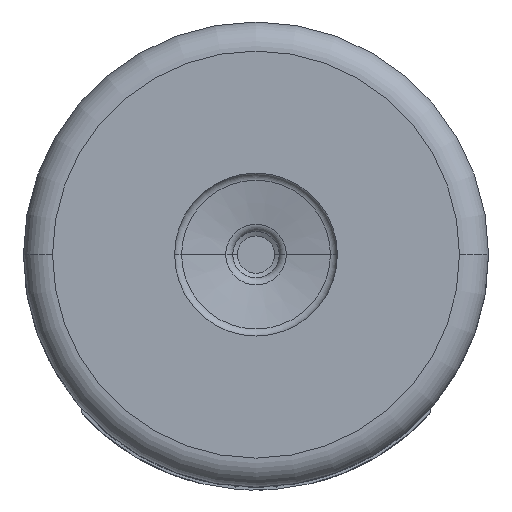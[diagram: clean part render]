
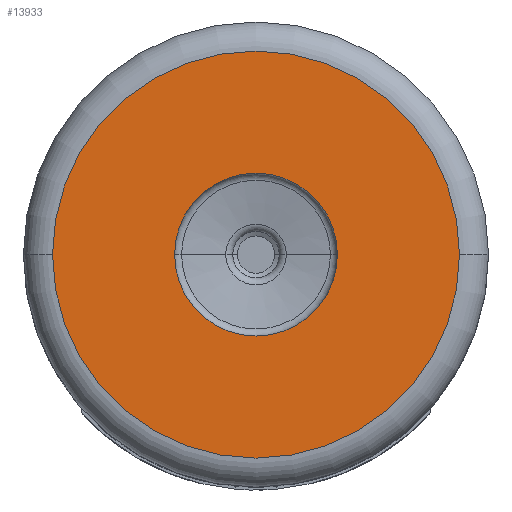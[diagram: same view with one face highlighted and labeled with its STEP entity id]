
A CAD part, front view. The second image highlights one B-rep face of the part: STEP entity #13933.
In plain terms, the highlighted planar face has unit normal (0, -1, 0).
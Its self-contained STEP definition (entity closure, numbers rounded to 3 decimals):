
#1728=CARTESIAN_POINT('',(0.,-4.,0.));
#1729=DIRECTION('',(0.,-1.,0.));
#1730=DIRECTION('',(1.,0.,0.));
#1731=AXIS2_PLACEMENT_3D('',#1728,#1729,#1730);
#1743=CARTESIAN_POINT('',(0.,-4.,0.));
#1744=DIRECTION('',(0.,-1.,0.));
#1745=DIRECTION('',(-1.,0.,0.));
#1746=AXIS2_PLACEMENT_3D('',#1743,#1744,#1745);
#1748=CARTESIAN_POINT('',(0.,-4.,0.));
#1749=DIRECTION('',(0.,-1.,0.));
#1750=DIRECTION('',(1.,0.,0.));
#1751=AXIS2_PLACEMENT_3D('',#1748,#1749,#1750);
#1753=CARTESIAN_POINT('',(0.,-4.,0.));
#1754=DIRECTION('',(0.,-1.,0.));
#1755=DIRECTION('',(-1.,0.,0.));
#1756=AXIS2_PLACEMENT_3D('',#1753,#1754,#1755);
#11809=CARTESIAN_POINT('',(-1.4,-4.,0.));
#11810=CARTESIAN_POINT('',(1.4,-4.,0.));
#11811=VERTEX_POINT('',#11809);
#11812=VERTEX_POINT('',#11810);
#11813=CARTESIAN_POINT('',(3.5,-4.,0.));
#11814=CARTESIAN_POINT('',(-3.5,-4.,0.));
#11815=VERTEX_POINT('',#11813);
#11816=VERTEX_POINT('',#11814);
#13917=CARTESIAN_POINT('',(0.,-4.,0.));
#13918=DIRECTION('',(0.,1.,0.));
#13919=DIRECTION('',(1.,0.,0.));
#13920=AXIS2_PLACEMENT_3D('',#13917,#13918,#13919);
#13921=PLANE('',#13920);
#13922=ORIENTED_EDGE('',*,*,#13907,.F.);
#13924=ORIENTED_EDGE('',*,*,#13923,.F.);
#13925=EDGE_LOOP('',(#13922,#13924));
#13926=FACE_OUTER_BOUND('',#13925,.F.);
#13928=ORIENTED_EDGE('',*,*,#13927,.T.);
#13930=ORIENTED_EDGE('',*,*,#13929,.T.);
#13931=EDGE_LOOP('',(#13928,#13930));
#13932=FACE_BOUND('',#13931,.F.);
#13933=ADVANCED_FACE('',(#13926,#13932),#13921,.F.);
#1732=CIRCLE('',#1731,3.5);
#1747=CIRCLE('',#1746,1.4);
#1752=CIRCLE('',#1751,1.4);
#1757=CIRCLE('',#1756,3.5);
#13907=EDGE_CURVE('',#11815,#11816,#1732,.T.);
#13923=EDGE_CURVE('',#11816,#11815,#1757,.T.);
#13927=EDGE_CURVE('',#11811,#11812,#1747,.T.);
#13929=EDGE_CURVE('',#11812,#11811,#1752,.T.);
